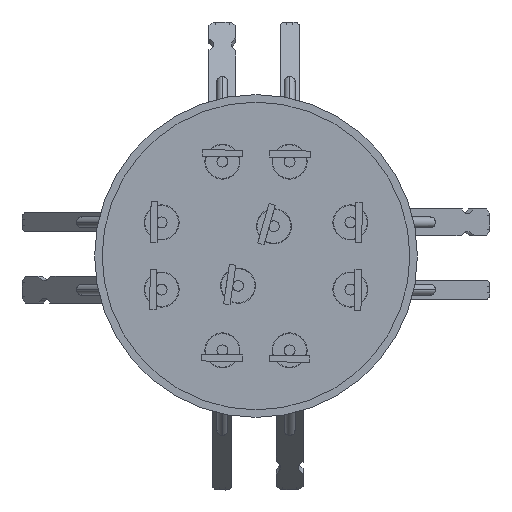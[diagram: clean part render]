
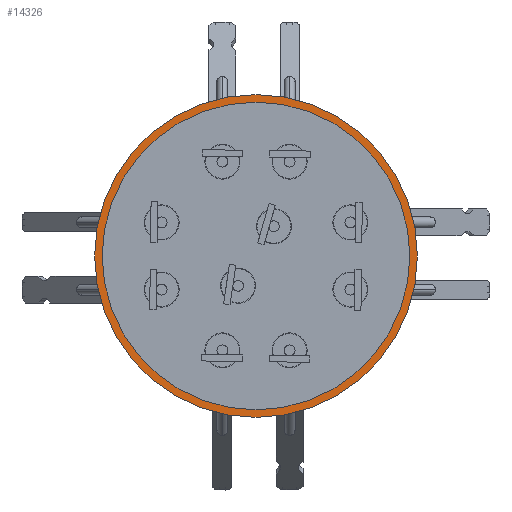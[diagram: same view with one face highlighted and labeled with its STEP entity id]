
A CAD part, front view. The second image highlights one B-rep face of the part: STEP entity #14326.
In plain terms, the highlighted planar face has unit normal (0, -1, 0).
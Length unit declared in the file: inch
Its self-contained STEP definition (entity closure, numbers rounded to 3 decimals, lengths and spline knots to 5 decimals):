
#2554 = CARTESIAN_POINT ( 'NONE',  ( 0., -0.5162, 0. ) ) ;
#2555 = DIRECTION ( 'NONE',  ( 0., 1., 0. ) ) ;
#2556 = DIRECTION ( 'NONE',  ( 0., 0., 1. ) ) ;
#2628 = CARTESIAN_POINT ( 'NONE',  ( 0., -0.5162, 0. ) ) ;
#2629 = DIRECTION ( 'NONE',  ( 0., 1., 0. ) ) ;
#2630 = DIRECTION ( 'NONE',  ( 0., 0., 1. ) ) ;
#4823 = AXIS2_PLACEMENT_3D ( 'NONE', #6434, #6435, #6437 ) ;
#4833 = CIRCLE ( 'NONE', #4823, 0.7485 ) ;
#6434 = CARTESIAN_POINT ( 'NONE',  ( 0., -0.5162, 0. ) ) ;
#6435 = DIRECTION ( 'NONE',  ( 0., 1., 0. ) ) ;
#6437 = DIRECTION ( 'NONE',  ( 0., 0., 1. ) ) ;
#8475 = CARTESIAN_POINT ( 'NONE',  ( 0., -0.5162, -0.7485 ) ) ;
#8544 = CARTESIAN_POINT ( 'NONE',  ( 0., -0.5162, 0.7485 ) ) ;
#10012 = CIRCLE ( 'NONE', #10039, 0.7135 ) ;
#10039 = AXIS2_PLACEMENT_3D ( 'NONE', #2554, #2555, #2556 ) ;
#10424 = VERTEX_POINT ( 'NONE', #13734 ) ;
#10493 = VERTEX_POINT ( 'NONE', #13803 ) ;
#10961 = VERTEX_POINT ( 'NONE', #8475 ) ;
#11030 = VERTEX_POINT ( 'NONE', #8544 ) ;
#11135 = AXIS2_PLACEMENT_3D ( 'NONE', #17424, #17425, #17426 ) ;
#11140 = CIRCLE ( 'NONE', #11135, 0.7135 ) ;
#11262 = AXIS2_PLACEMENT_3D ( 'NONE', #16967, #16974, #16975 ) ;
#12437 = EDGE_LOOP ( 'NONE', ( #16853, #16851 ) ) ;
#12441 = EDGE_LOOP ( 'NONE', ( #16857, #16855 ) ) ;
#13734 = CARTESIAN_POINT ( 'NONE',  ( 0., -0.5162, 0.7135 ) ) ;
#13803 = CARTESIAN_POINT ( 'NONE',  ( 0., -0.5162, -0.7135 ) ) ;
#14326 = ADVANCED_FACE ( 'NONE', ( #16970, #16971 ), #16972, .T. ) ;
#14418 = EDGE_CURVE ( 'NONE', #10493, #10424, #11140, .T. ) ;
#14785 = EDGE_CURVE ( 'NONE', #10961, #11030, #4833, .T. ) ;
#16851 = ORIENTED_EDGE ( 'NONE', *, *, #14785, .F. ) ;
#16853 = ORIENTED_EDGE ( 'NONE', *, *, #19707, .F. ) ;
#16855 = ORIENTED_EDGE ( 'NONE', *, *, #14418, .T. ) ;
#16857 = ORIENTED_EDGE ( 'NONE', *, *, #20187, .T. ) ;
#16967 = CARTESIAN_POINT ( 'NONE',  ( -0.7485, -0.5162, 0. ) ) ;
#16970 = FACE_BOUND ( 'NONE', #12441, .T. ) ;
#16971 = FACE_OUTER_BOUND ( 'NONE', #12437, .T. ) ;
#16972 = PLANE ( 'NONE',  #11262 ) ;
#16974 = DIRECTION ( 'NONE',  ( 0., -1., 0. ) ) ;
#16975 = DIRECTION ( 'NONE',  ( 0., 0., -1. ) ) ;
#17424 = CARTESIAN_POINT ( 'NONE',  ( 0., -0.5162, 0. ) ) ;
#17425 = DIRECTION ( 'NONE',  ( 0., 1., 0. ) ) ;
#17426 = DIRECTION ( 'NONE',  ( 0., 0., 1. ) ) ;
#19497 = AXIS2_PLACEMENT_3D ( 'NONE', #2628, #2629, #2630 ) ;
#19507 = CIRCLE ( 'NONE', #19497, 0.7485 ) ;
#19707 = EDGE_CURVE ( 'NONE', #11030, #10961, #19507, .T. ) ;
#20187 = EDGE_CURVE ( 'NONE', #10424, #10493, #10012, .T. ) ;
